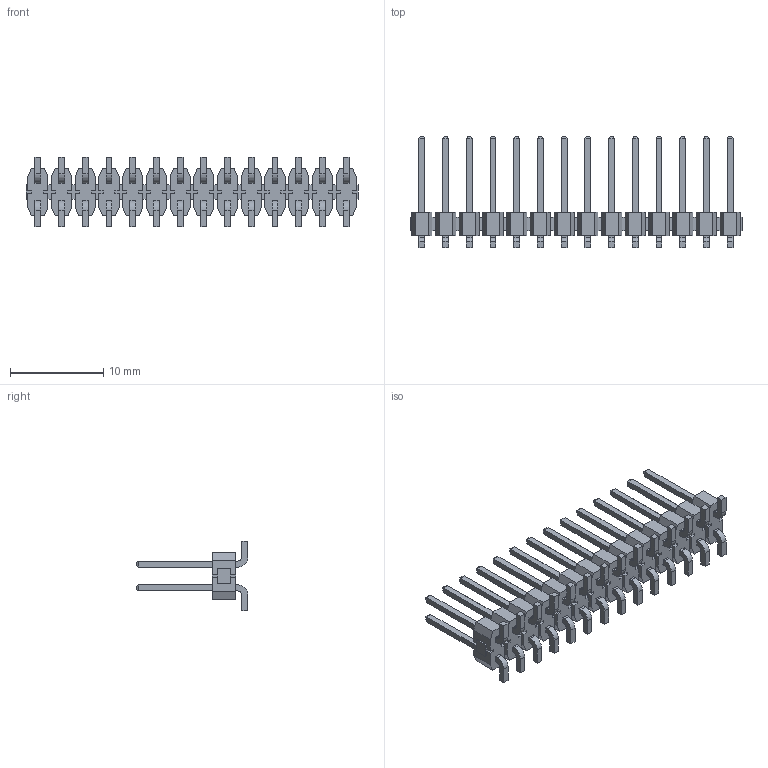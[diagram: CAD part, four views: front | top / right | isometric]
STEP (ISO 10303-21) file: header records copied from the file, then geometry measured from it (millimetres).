
FILE_DESCRIPTION (( 'STEP AP214' ), '1' );
FILE_NAME ('TSM-114-02-L-DV.STEP', '2021-02-02T09:13:19', ( '' ), ( '' ), 'SwSTEP 2.0', 'SolidWorks 2018', '' );
FILE_SCHEMA (( 'AUTOMOTIVE_DESIGN' ));
Length unit declared in the file: millimetre
Products named in the file (3): TSM_114_02_L_DV_3; TSM_114_02_L_DV_5; TSM-114-02-L-DV
Assembly tree (2 placements, depth 2):
  TSM-114-02-L-DV
    TSM_114_02_L_DV_3
    TSM_114_02_L_DV_5
Bounding box: 35.56 x 11.94 x 7.44 mm (x, y, z)
Volume: 503.1 mm3; surface area: 1985.3 mm2
Topology: 2 solids, 2 shells, 1068 faces, 3080 edges, 2016 vertices
Faces by surface type: plane 1012, cylinder 56
Entity records: 34482 total; most frequent: CARTESIAN_POINT 6169, ORIENTED_EDGE 6160, DIRECTION 5338, EDGE_CURVE 3080, LINE 2968, VECTOR 2968, VERTEX_POINT 2016, AXIS2_PLACEMENT_3D 1185
